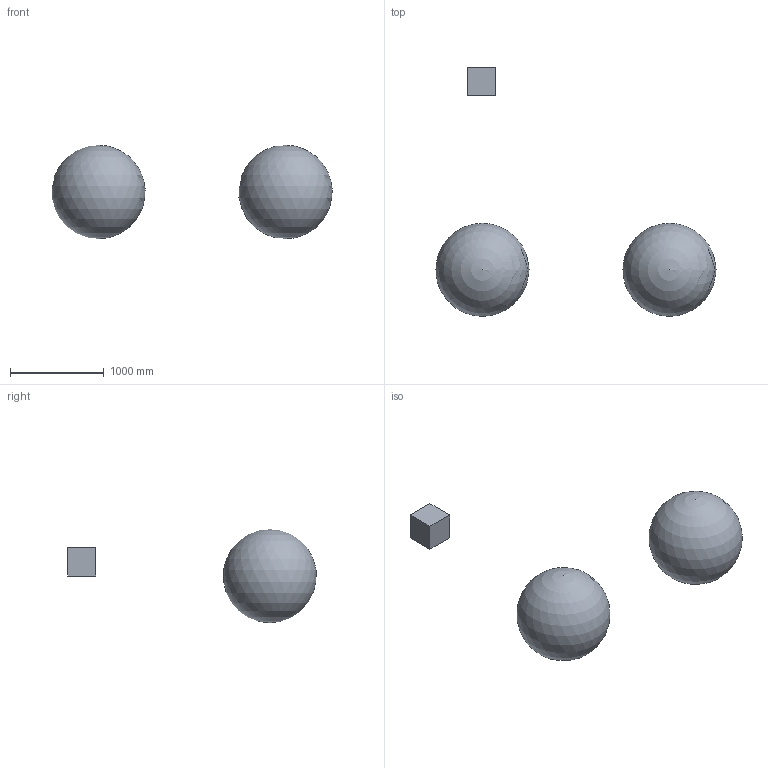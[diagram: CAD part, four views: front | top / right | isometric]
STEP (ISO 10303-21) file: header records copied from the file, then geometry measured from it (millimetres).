
FILE_DESCRIPTION((''), '2;1');
FILE_NAME('out.stp', '2024-05-08T18:23:30.972023+02:00', (''), (''), 'step-merger', '', '');
FILE_SCHEMA(('AP203_CONFIGURATION_CONTROLLED_3D_DESIGN_OF_MECHANICAL_PARTS_AND_ASSEMBLIES_MIM_LF { 1 0 10303 403 1 1 4 }'));
Length unit declared in the file: millimetre
Products named in the file (5): Root Node; Child Node 1; Child Node 2; Sphere; cube
Assembly tree (4 placements, depth 3):
  Root Node
    Child Node 1
      Sphere
      cube
  Child Node 2
    Sphere
Bounding box: 2995.28 x 2656.35 x 1000 mm (x, y, z)
Volume: 1074197551.2 mm3; surface area: 6823185.3 mm2
Topology: 3 solids, 3 shells, 8 faces, 18 edges, 12 vertices
Faces by surface type: plane 6, sphere 2
Entity records: 329 total; most frequent: DIRECTION 50, CARTESIAN_POINT 41, ORIENTED_EDGE 24, AXIS2_PLACEMENT_3D 19, EDGE_CURVE 12, LINE 12, VECTOR 12, VERTEX_POINT 10
